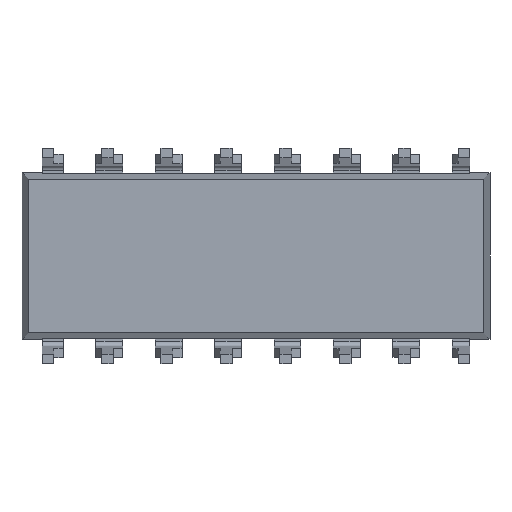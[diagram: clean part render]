
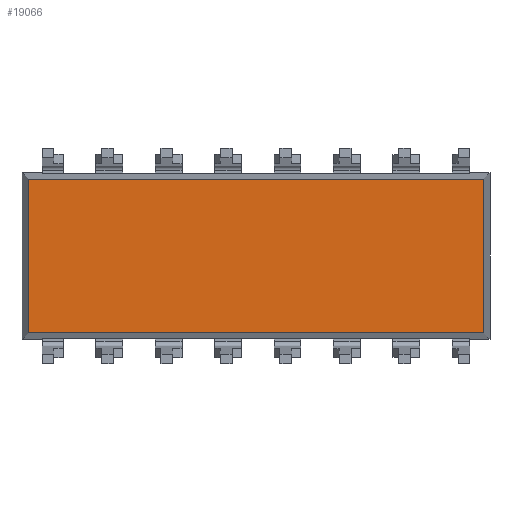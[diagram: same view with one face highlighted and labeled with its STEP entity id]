
A CAD part, front view. The second image highlights one B-rep face of the part: STEP entity #19066.
In plain terms, the highlighted planar face has unit normal (0, -1, 0).
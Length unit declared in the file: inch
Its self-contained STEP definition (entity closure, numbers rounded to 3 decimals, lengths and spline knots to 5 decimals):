
#634 = CARTESIAN_POINT ( 'NONE',  ( -0.38329, -0.05906, -0.12935 ) ) ;
#1476 = VECTOR ( 'NONE', #7820, 39.37008 ) ;
#3438 = DIRECTION ( 'NONE',  ( 0., 0., -1. ) ) ;
#4097 = DIRECTION ( 'NONE',  ( 0., 1., 0. ) ) ;
#4300 = DIRECTION ( 'NONE',  ( 1., 0., 0. ) ) ;
#4409 = FACE_OUTER_BOUND ( 'NONE', #19243, .T. ) ;
#5627 = EDGE_CURVE ( 'NONE', #9963, #18338, #18729, .T. ) ;
#6069 = ORIENTED_EDGE ( 'NONE', *, *, #5627, .F. ) ;
#6826 = EDGE_CURVE ( 'NONE', #9351, #9963, #17294, .T. ) ;
#7534 = VECTOR ( 'NONE', #3438, 39.37008 ) ;
#7820 = DIRECTION ( 'NONE',  ( -1., 0., 0. ) ) ;
#8574 = ORIENTED_EDGE ( 'NONE', *, *, #6826, .F. ) ;
#8964 = CARTESIAN_POINT ( 'NONE',  ( -0.38329, -0.05906, -0.12935 ) ) ;
#9043 = CARTESIAN_POINT ( 'NONE',  ( 0., -0.05906, 0. ) ) ;
#9351 = VERTEX_POINT ( 'NONE', #18691 ) ;
#9727 = CARTESIAN_POINT ( 'NONE',  ( 0.38329, -0.05906, -0.12935 ) ) ;
#9963 = VERTEX_POINT ( 'NONE', #9727 ) ;
#10424 = VECTOR ( 'NONE', #4300, 39.37008 ) ;
#10534 = ORIENTED_EDGE ( 'NONE', *, *, #10733, .F. ) ;
#10733 = EDGE_CURVE ( 'NONE', #17964, #9351, #16323, .T. ) ;
#11708 = LINE ( 'NONE', #8964, #19675 ) ;
#12148 = AXIS2_PLACEMENT_3D ( 'NONE', #9043, #4097, #15203 ) ;
#13325 = EDGE_CURVE ( 'NONE', #18338, #17964, #11708, .T. ) ;
#15203 = DIRECTION ( 'NONE',  ( 0., 0., 1. ) ) ;
#15448 = CARTESIAN_POINT ( 'NONE',  ( 0.38329, -0.05906, 0.12935 ) ) ;
#16323 = LINE ( 'NONE', #19569, #10424 ) ;
#17023 = DIRECTION ( 'NONE',  ( 0., 0., 1. ) ) ;
#17294 = LINE ( 'NONE', #15448, #7534 ) ;
#17956 = PLANE ( 'NONE',  #12148 ) ;
#17964 = VERTEX_POINT ( 'NONE', #17977 ) ;
#17977 = CARTESIAN_POINT ( 'NONE',  ( -0.38329, -0.05906, 0.12935 ) ) ;
#18338 = VERTEX_POINT ( 'NONE', #634 ) ;
#18691 = CARTESIAN_POINT ( 'NONE',  ( 0.38329, -0.05906, 0.12935 ) ) ;
#18729 = LINE ( 'NONE', #18830, #1476 ) ;
#18830 = CARTESIAN_POINT ( 'NONE',  ( 0.38329, -0.05906, -0.12935 ) ) ;
#18897 = ORIENTED_EDGE ( 'NONE', *, *, #13325, .F. ) ;
#19066 = ADVANCED_FACE ( 'NONE', ( #4409 ), #17956, .F. ) ;
#19243 = EDGE_LOOP ( 'NONE', ( #8574, #10534, #18897, #6069 ) ) ;
#19569 = CARTESIAN_POINT ( 'NONE',  ( -0.38329, -0.05906, 0.12935 ) ) ;
#19675 = VECTOR ( 'NONE', #17023, 39.37008 ) ;
